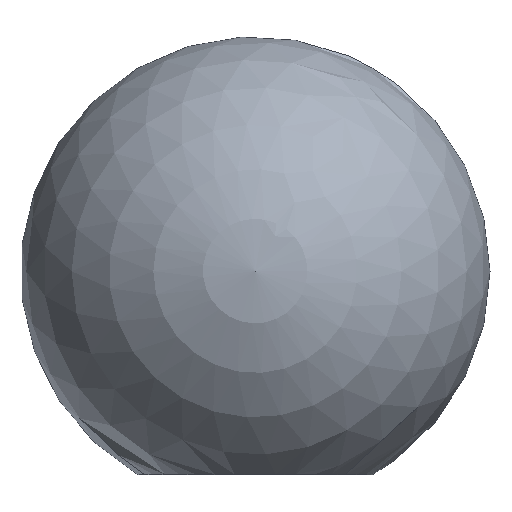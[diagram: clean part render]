
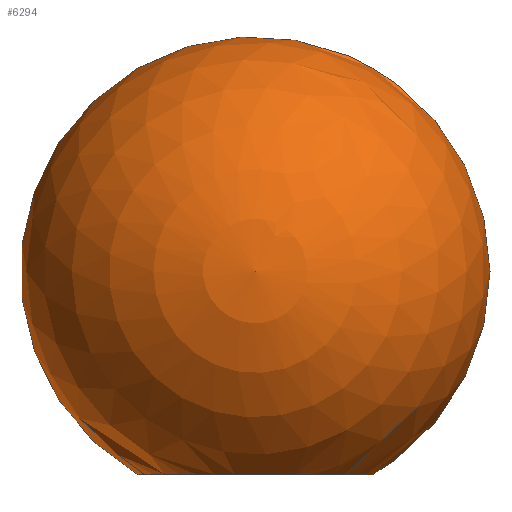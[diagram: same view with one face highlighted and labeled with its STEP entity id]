
A CAD part, top view. The second image highlights one B-rep face of the part: STEP entity #6294.
In plain terms, the highlighted spherical face has radius 12.5 mm.
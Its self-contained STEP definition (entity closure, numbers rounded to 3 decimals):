
#234 = FACE_OUTER_BOUND ( 'NONE', #6200, .T. ) ;
#592 = CARTESIAN_POINT ( 'NONE',  ( 0., 1.68, 0. ) ) ;
#1525 = DIRECTION ( 'NONE',  ( 0., 1., 0. ) ) ;
#2620 = DIRECTION ( 'NONE',  ( 0., 0., 1. ) ) ;
#2754 = CARTESIAN_POINT ( 'NONE',  ( 0., 12.5, 0. ) ) ;
#3570 = SPHERICAL_SURFACE ( 'NONE', #13664, 12.5 ) ;
#4886 = VERTEX_POINT ( 'NONE', #10283 ) ;
#6200 = EDGE_LOOP ( 'NONE', ( #13632 ) ) ;
#6294 = ADVANCED_FACE ( 'NONE', ( #234 ), #3570, .T. ) ;
#6315 = EDGE_CURVE ( 'NONE', #4886, #4886, #13721, .T. ) ;
#6870 = AXIS2_PLACEMENT_3D ( 'NONE', #592, #1525, #2620 ) ;
#9032 = DIRECTION ( 'NONE',  ( -1., 0., 0. ) ) ;
#10283 = CARTESIAN_POINT ( 'NONE',  ( 0., 1.68, 6.259 ) ) ;
#13210 = DIRECTION ( 'NONE',  ( 0., 0., -1. ) ) ;
#13632 = ORIENTED_EDGE ( 'NONE', *, *, #6315, .T. ) ;
#13664 = AXIS2_PLACEMENT_3D ( 'NONE', #2754, #13210, #9032 ) ;
#13721 = CIRCLE ( 'NONE', #6870, 6.259 ) ;
